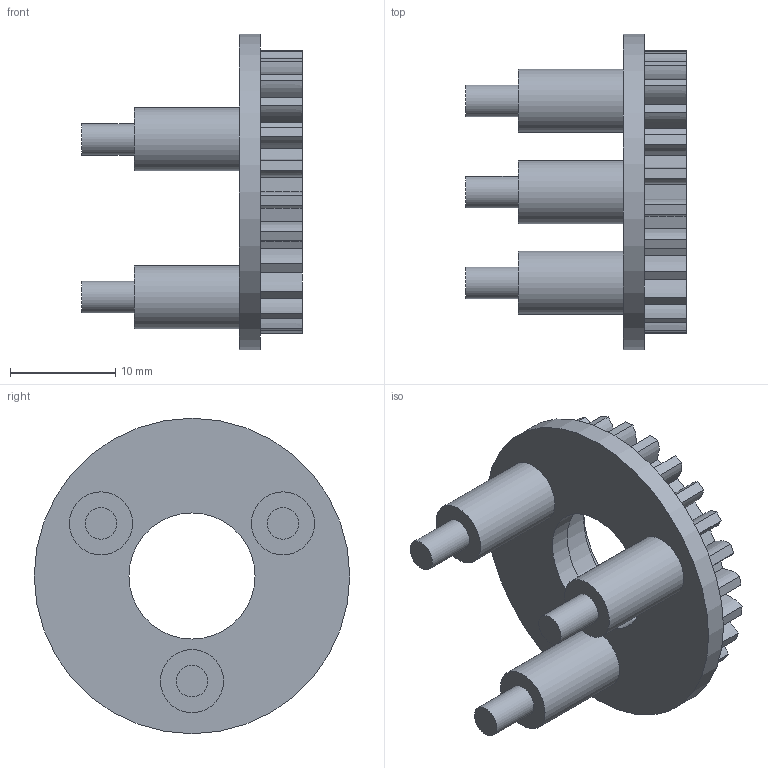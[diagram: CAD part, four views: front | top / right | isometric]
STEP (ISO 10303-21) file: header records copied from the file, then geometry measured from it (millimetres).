
FILE_DESCRIPTION(('FreeCAD Model'),'2;1');
FILE_NAME('Open CASCADE Shape Model','2025-05-12T16:54:15',('Author'),( ''),'Open CASCADE STEP processor 7.7','FreeCAD','Unknown');
FILE_SCHEMA(('AUTOMOTIVE_DESIGN { 1 0 10303 214 1 1 1 1 }'));
Length unit declared in the file: millimetre
Products named in the file (1): 右下車軸側ギア
Bounding box: 21 x 30 x 30 mm (x, y, z)
Volume: 3404.1 mm3; surface area: 3039.3 mm2
Topology: 1 solids, 1 shells, 121 faces, 330 edges, 220 vertices
Faces by surface type: extrusion 98, plane 13, cylinder 10
Full cylindrical faces by diameter (mm): 3 x3, 6 x3, 12 x1, 14 x1, 15.6 x1, 30 x1
Entity records: 9392 total; most frequent: CARTESIAN_POINT 6666, ORIENTED_EDGE 660, EDGE_CURVE 330, DIRECTION 300, B_SPLINE_CURVE_WITH_KNOTS 294, VERTEX_POINT 220, VECTOR 212, FACE_BOUND 132
